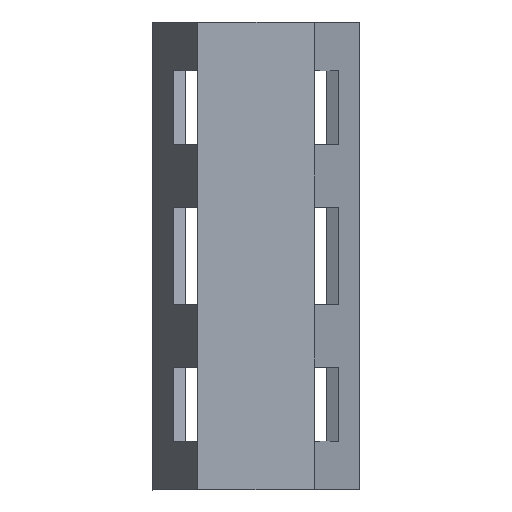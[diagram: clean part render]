
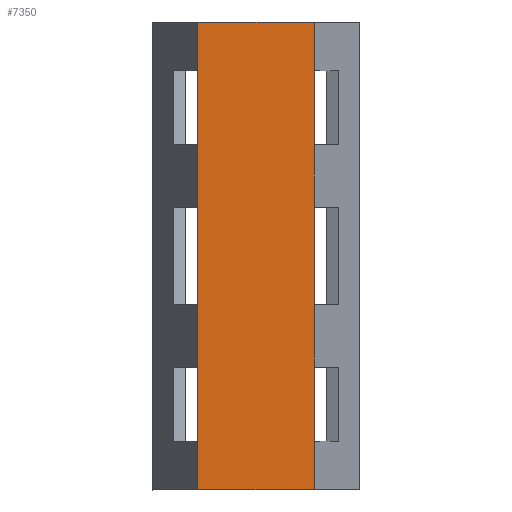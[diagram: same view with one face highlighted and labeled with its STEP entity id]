
A CAD part, top view. The second image highlights one B-rep face of the part: STEP entity #7350.
In plain terms, the highlighted face is planar.
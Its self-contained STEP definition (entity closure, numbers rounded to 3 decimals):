
#590=CARTESIAN_POINT('',(-255.932,-1.189,24.3));
#600=VERTEX_POINT('',#590);
#1070=CARTESIAN_POINT('',(-255.932,-1.189,18.3));
#1080=VERTEX_POINT('',#1070);
#1110=CARTESIAN_POINT('',(-255.932,-1.189,0.));
#1120=DIRECTION('',(0.,0.,1.));
#1130=VECTOR('',#1120,1.);
#1140=LINE('',#1110,#1130);
#1150=EDGE_CURVE('',#1080,#600,#1140,.T.);
#1780=CARTESIAN_POINT('',(-246.432,-1.189,24.3));
#1790=VERTEX_POINT('',#1780);
#1930=CARTESIAN_POINT('',(-246.432,-1.189,18.3));
#1940=VERTEX_POINT('',#1930);
#4680=CARTESIAN_POINT('',(0.,-1.189,18.3));
#4690=DIRECTION('',(1.,0.,0.));
#4700=VECTOR('',#4690,1.);
#4710=LINE('',#4680,#4700);
#4720=CARTESIAN_POINT('',(-238.232,-1.189,18.3));
#4730=VERTEX_POINT('',#4720);
#4740=CARTESIAN_POINT('',(-234.432,-1.189,18.3));
#4750=VERTEX_POINT('',#4740);
#4760=EDGE_CURVE('',#4730,#4750,#4710,.T.);
#5950=CARTESIAN_POINT('',(-249.632,-1.189,24.3));
#5960=VERTEX_POINT('',#5950);
#6010=CARTESIAN_POINT('',(0.,-1.189,24.3));
#6020=DIRECTION('',(1.,0.,0.));
#6030=VECTOR('',#6020,1.);
#6040=LINE('',#6010,#6030);
#6050=EDGE_CURVE('',#5960,#1790,#6040,.T.);
#6200=CARTESIAN_POINT('',(-241.432,-1.189,24.3));
#6210=VERTEX_POINT('',#6200);
#6240=CARTESIAN_POINT('',(-238.232,-1.189,24.3));
#6250=VERTEX_POINT('',#6240);
#6260=EDGE_CURVE('',#6210,#6250,#6040,.T.);
#6390=CARTESIAN_POINT('',(-234.432,-1.189,24.3));
#6400=VERTEX_POINT('',#6390);
#6430=CARTESIAN_POINT('',(-231.932,-1.189,24.3));
#6440=VERTEX_POINT('',#6430);
#6450=EDGE_CURVE('',#6400,#6440,#6040,.T.);
#6620=CARTESIAN_POINT('',(-253.432,-1.189,24.3));
#6630=VERTEX_POINT('',#6620);
#6640=EDGE_CURVE('',#600,#6630,#6040,.T.);
#6900=CARTESIAN_POINT('',(-238.441,-1.189,18.3));
#6910=DIRECTION('',(0.,1.,0.));
#6920=DIRECTION('',(0.,0.,-1.));
#6930=AXIS2_PLACEMENT_3D('',#6900,#6910,#6920);
#6940=PLANE('',#6930);
#6950=ORIENTED_EDGE('',*,*,#4760,.F.);
#6960=CARTESIAN_POINT('',(-231.932,-1.189,18.3));
#6970=VERTEX_POINT('',#6960);
#6980=EDGE_CURVE('',#4750,#6970,#4710,.T.);
#6990=ORIENTED_EDGE('',*,*,#6980,.F.);
#7000=CARTESIAN_POINT('',(-231.932,-1.189,0.));
#7010=DIRECTION('',(0.,0.,-1.));
#7020=VECTOR('',#7010,1.);
#7030=LINE('',#7000,#7020);
#7040=EDGE_CURVE('',#6440,#6970,#7030,.T.);
#7050=ORIENTED_EDGE('',*,*,#7040,.T.);
#7060=ORIENTED_EDGE('',*,*,#6450,.T.);
#7070=EDGE_CURVE('',#6250,#6400,#6040,.T.);
#7080=ORIENTED_EDGE('',*,*,#7070,.T.);
#7090=ORIENTED_EDGE('',*,*,#6260,.T.);
#7100=EDGE_CURVE('',#1790,#6210,#6040,.T.);
#7110=ORIENTED_EDGE('',*,*,#7100,.T.);
#7120=ORIENTED_EDGE('',*,*,#6050,.T.);
#7130=EDGE_CURVE('',#6630,#5960,#6040,.T.);
#7140=ORIENTED_EDGE('',*,*,#7130,.T.);
#7150=ORIENTED_EDGE('',*,*,#6640,.T.);
#7160=ORIENTED_EDGE('',*,*,#1150,.T.);
#7170=CARTESIAN_POINT('',(-253.432,-1.189,18.3));
#7180=VERTEX_POINT('',#7170);
#7190=EDGE_CURVE('',#1080,#7180,#4710,.T.);
#7200=ORIENTED_EDGE('',*,*,#7190,.F.);
#7210=CARTESIAN_POINT('',(-249.632,-1.189,18.3));
#7220=VERTEX_POINT('',#7210);
#7230=EDGE_CURVE('',#7180,#7220,#4710,.T.);
#7240=ORIENTED_EDGE('',*,*,#7230,.F.);
#7250=EDGE_CURVE('',#7220,#1940,#4710,.T.);
#7260=ORIENTED_EDGE('',*,*,#7250,.F.);
#7270=CARTESIAN_POINT('',(-241.432,-1.189,18.3));
#7280=VERTEX_POINT('',#7270);
#7290=EDGE_CURVE('',#1940,#7280,#4710,.T.);
#7300=ORIENTED_EDGE('',*,*,#7290,.F.);
#7310=EDGE_CURVE('',#7280,#4730,#4710,.T.);
#7320=ORIENTED_EDGE('',*,*,#7310,.F.);
#7330=EDGE_LOOP('',(#7320,#7300,#7260,#7240,#7200,#7160,#7150,#7140,
#7120,#7110,#7090,#7080,#7060,#7050,#6990,#6950));
#7340=FACE_OUTER_BOUND('',#7330,.T.);
#7350=ADVANCED_FACE('',(#7340),#6940,.T.);
